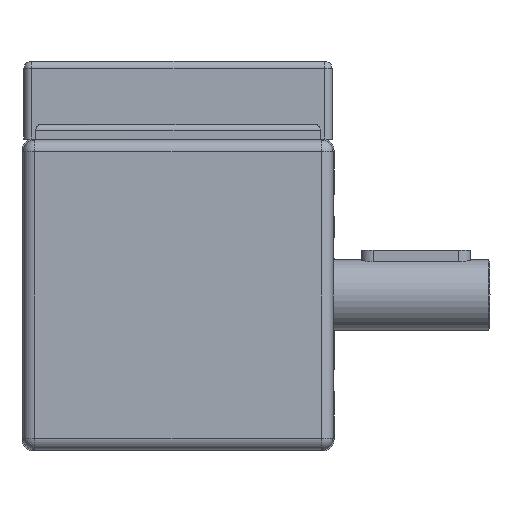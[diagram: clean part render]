
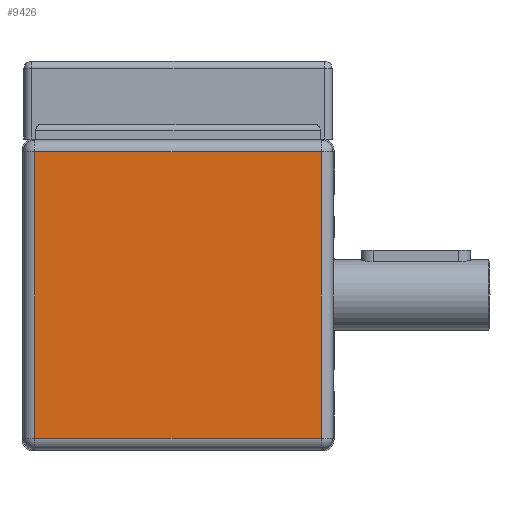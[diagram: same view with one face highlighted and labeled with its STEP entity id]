
A CAD part, front view. The second image highlights one B-rep face of the part: STEP entity #9426.
In plain terms, the highlighted face is planar.
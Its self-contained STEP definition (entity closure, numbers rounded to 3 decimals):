
#8750=CARTESIAN_POINT('',(36.749,36.751,-189.814));
#8751=VERTEX_POINT('',#8750);
#8759=CARTESIAN_POINT('',(36.751,-36.749,-189.814));
#8760=VERTEX_POINT('',#8759);
#8761=CARTESIAN_POINT('',(36.749,36.751,-189.814));
#8762=DIRECTION('',(0.,-1.,0.));
#8763=VECTOR('',#8762,73.5);
#8764=LINE('',#8761,#8763);
#8765=EDGE_CURVE('',#8751,#8760,#8764,.T.);
#9283=CARTESIAN_POINT('',(-36.749,-36.75,-189.814));
#9284=VERTEX_POINT('',#9283);
#9285=CARTESIAN_POINT('',(-36.749,-36.75,-189.814));
#9286=DIRECTION('',(1.,0.,0.));
#9287=VECTOR('',#9286,73.5);
#9288=LINE('',#9285,#9287);
#9289=EDGE_CURVE('',#9284,#8760,#9288,.T.);
#9315=CARTESIAN_POINT('',(-36.751,36.75,-189.814));
#9316=VERTEX_POINT('',#9315);
#9317=CARTESIAN_POINT('',(-36.749,-36.75,-189.814));
#9318=DIRECTION('',(0.,1.,0.0));
#9319=VECTOR('',#9318,73.5);
#9320=LINE('',#9317,#9319);
#9321=EDGE_CURVE('',#9284,#9316,#9320,.T.);
#9347=CARTESIAN_POINT('',(-36.751,36.75,-189.814));
#9348=DIRECTION('',(1.,0.,0.));
#9349=VECTOR('',#9348,73.5);
#9350=LINE('',#9347,#9349);
#9351=EDGE_CURVE('',#9316,#8751,#9350,.T.);
#9415=CARTESIAN_POINT('',(0.,0.,-189.814));
#9416=DIRECTION('',(0.0,0.0,1.0));
#9417=DIRECTION('',(1.,0.,0.0));
#9418=AXIS2_PLACEMENT_3D('',#9415,#9416,#9417);
#9419=PLANE('',#9418);
#9420=ORIENTED_EDGE('',*,*,#9289,.T.);
#9421=ORIENTED_EDGE('',*,*,#8765,.F.);
#9422=ORIENTED_EDGE('',*,*,#9351,.F.);
#9423=ORIENTED_EDGE('',*,*,#9321,.F.);
#9424=EDGE_LOOP('',(#9420,#9421,#9422,#9423));
#9425=FACE_OUTER_BOUND('',#9424,.T.);
#9426=ADVANCED_FACE('',(#9425),#9419,.T.);
